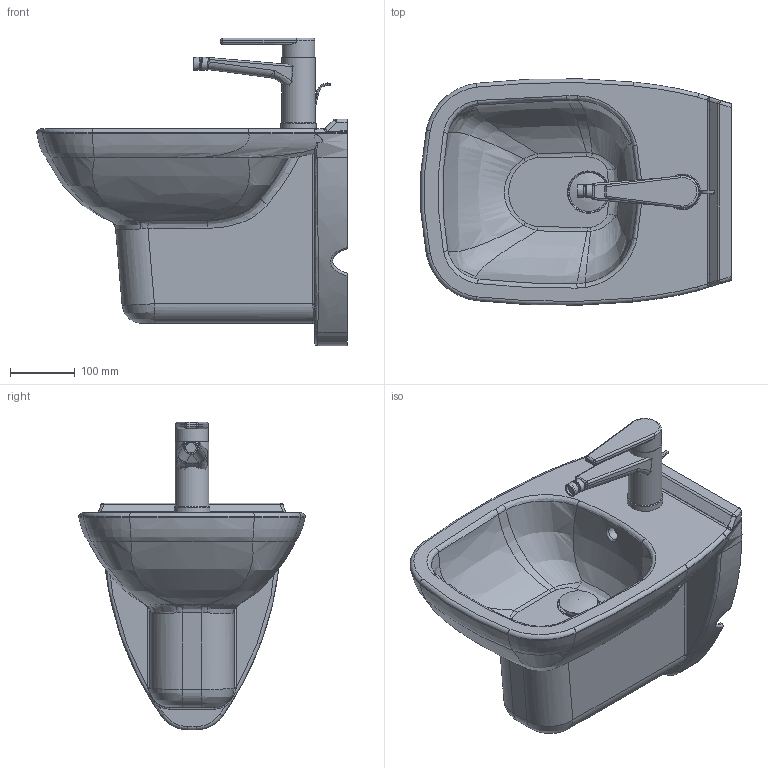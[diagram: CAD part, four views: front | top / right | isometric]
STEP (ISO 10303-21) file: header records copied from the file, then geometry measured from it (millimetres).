
FILE_DESCRIPTION((''),'2;1');
FILE_NAME('223715.stp','2007-11-24T16:08:27',('Huebner'),(''),'Autodesk Inventor 11','Autodesk Inventor 11','');
FILE_SCHEMA(('AUTOMOTIVE_DESIGN { 1 0 10303 214 1 1 1 1 }'));
Length unit declared in the file: millimetre
Products named in the file (11): 223715; Stopfen; Kelch; Baterrie_Bidet; hebel1; Hebel2; hebel4; Neoperl; Halter2starck1; Kugel
Assembly tree (10 placements, depth 3):
  223715
    223715
    Stopfen
    Kelch
    Baterrie_Bidet
      hebel1
      Hebel2
      hebel4
      Neoperl
      Halter2starck1
      Kugel
Bounding box: 478.94 x 349.25 x 475 mm (x, y, z)
Volume: 11221463.5 mm3; surface area: 922597.5 mm2
Topology: 9 solids, 9 shells, 329 faces, 816 edges, 487 vertices
Faces by surface type: bspline 129, cylinder 92, plane 66, torus 29, sphere 9, cone 4
Full cylindrical faces by diameter (mm): 15 x2, 16 x1, 18 x1, 20 x3, 35 x1, 42 x1, 44 x1, 50 x1, 52 x2, 55 x1, 60 x1
Entity records: 26827 total; most frequent: CARTESIAN_POINT 19718, ORIENTED_EDGE 1532, DIRECTION 1229, EDGE_CURVE 766, AXIS2_PLACEMENT_3D 522, VERTEX_POINT 482, EDGE_LOOP 368, FACE_OUTER_BOUND 329
